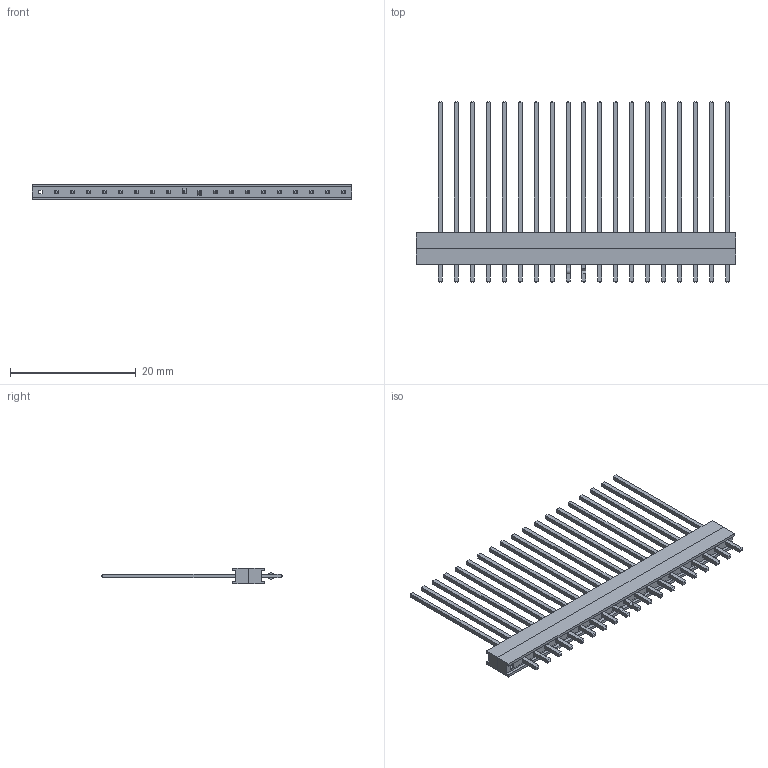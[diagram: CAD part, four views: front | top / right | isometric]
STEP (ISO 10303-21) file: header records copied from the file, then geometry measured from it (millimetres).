
FILE_DESCRIPTION(/* description */ ('STEP AP214'),/* implementation_level */ '2;1');
FILE_NAME(/* name */ 'DW-20-20-T-S-200-LL-001',/* time_stamp */ '2025-05-20T19:25:17+02:00',/* author */ ('License CC BY-ND 4.0'),/* organization */ ('CADENAS'),/* preprocessor_version */ 'ST-DEVELOPER v19.3',/* originating_system */ 'PARTsolutions',/* authorisation */ ' ');
FILE_SCHEMA (('AUTOMOTIVE_DESIGN {1 0 10303 214 3 1 1}'));
Length unit declared in the file: inch
Products named in the file (4): DW-20-20-T-S-200-LL-001; ZW-20-20-G-S-200-110-LL-001bbody; ZW-20-20-G-S-200-110-LL-001_pins; ZW-20-20-G-S-200-110-001_top_body
Assembly tree (3 placements, depth 2):
  DW-20-20-T-S-200-LL-001
    ZW-20-20-G-S-200-110-LL-001bbody
    ZW-20-20-G-S-200-110-LL-001_pins
    ZW-20-20-G-S-200-110-001_top_body
Bounding box: 50.8 x 28.7 x 2.54 mm (x, y, z)
Volume: 764.5 mm3; surface area: 2810.5 mm2
Topology: 3 solids, 3 shells, 500 faces, 1330 edges, 836 vertices
Faces by surface type: plane 498, cylinder 2
Entity records: 15266 total; most frequent: CARTESIAN_POINT 2670, ORIENTED_EDGE 2660, DIRECTION 2342, EDGE_CURVE 1330, LINE 1326, VECTOR 1326, VERTEX_POINT 836, EDGE_LOOP 580
